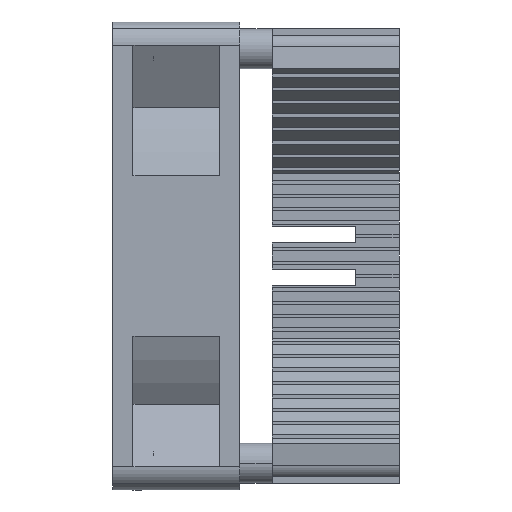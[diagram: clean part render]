
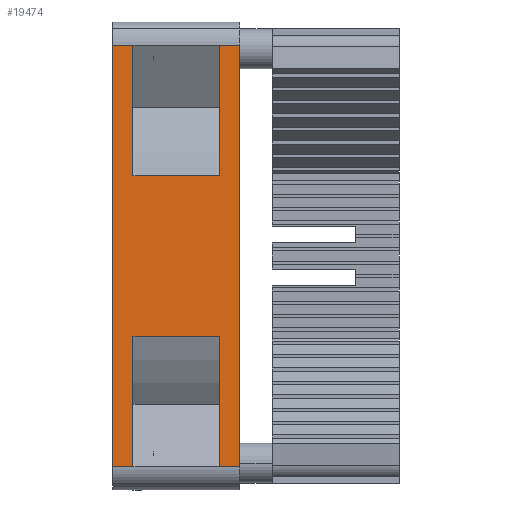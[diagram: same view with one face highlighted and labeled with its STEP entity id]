
A CAD part, left-side view. The second image highlights one B-rep face of the part: STEP entity #19474.
In plain terms, the highlighted planar face has unit normal (-1, 0, 0).
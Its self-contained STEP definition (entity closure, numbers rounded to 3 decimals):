
#17086 = VERTEX_POINT('',#17087);
#17087 = CARTESIAN_POINT('',(-5.733,0.,-13.967));
#17094 = EDGE_CURVE('',#17086,#17095,#17097,.T.);
#17095 = VERTEX_POINT('',#17096);
#17096 = CARTESIAN_POINT('',(-5.733,-3.,-13.967));
#17097 = LINE('',#17098,#17099);
#17098 = CARTESIAN_POINT('',(-5.733,0.,-13.967));
#17099 = VECTOR('',#17100,1.);
#17100 = DIRECTION('',(-0.,-1.,0.));
#17103 = VERTEX_POINT('',#17104);
#17104 = CARTESIAN_POINT('',(-5.733,-16.,-13.967));
#17110 = EDGE_CURVE('',#17111,#17103,#17113,.T.);
#17111 = VERTEX_POINT('',#17112);
#17112 = CARTESIAN_POINT('',(-5.733,-19.,-13.967));
#17113 = LINE('',#17114,#17115);
#17114 = CARTESIAN_POINT('',(-5.733,-19.,-13.967));
#17115 = VECTOR('',#17116,1.);
#17116 = DIRECTION('',(0.,1.,0.));
#18061 = VERTEX_POINT('',#18062);
#18062 = CARTESIAN_POINT('',(-5.733,-3.,-76.967));
#18071 = VERTEX_POINT('',#18072);
#18072 = CARTESIAN_POINT('',(-5.733,-16.,-76.967));
#18736 = VERTEX_POINT('',#18737);
#18737 = CARTESIAN_POINT('',(-5.733,-16.,-33.467));
#18744 = EDGE_CURVE('',#18736,#17103,#18745,.T.);
#18745 = LINE('',#18746,#18747);
#18746 = CARTESIAN_POINT('',(-5.733,-16.,-19.217));
#18747 = VECTOR('',#18748,1.);
#18748 = DIRECTION('',(0.,0.,1.));
#18759 = EDGE_CURVE('',#18071,#18760,#18762,.T.);
#18760 = VERTEX_POINT('',#18761);
#18761 = CARTESIAN_POINT('',(-5.733,-16.,-57.467));
#18762 = LINE('',#18763,#18764);
#18763 = CARTESIAN_POINT('',(-5.733,-16.,-71.717));
#18764 = VECTOR('',#18765,1.);
#18765 = DIRECTION('',(0.,0.,1.));
#18784 = EDGE_CURVE('',#18760,#18785,#18787,.T.);
#18785 = VERTEX_POINT('',#18786);
#18786 = CARTESIAN_POINT('',(-5.733,-3.,-57.467));
#18787 = LINE('',#18788,#18789);
#18788 = CARTESIAN_POINT('',(-5.733,-3.,-57.467));
#18789 = VECTOR('',#18790,1.);
#18790 = DIRECTION('',(0.,1.,0.));
#18809 = EDGE_CURVE('',#18061,#18785,#18810,.T.);
#18810 = LINE('',#18811,#18812);
#18811 = CARTESIAN_POINT('',(-5.733,-3.,-71.717));
#18812 = VECTOR('',#18813,1.);
#18813 = DIRECTION('',(0.,0.,1.));
#18824 = EDGE_CURVE('',#18825,#17095,#18827,.T.);
#18825 = VERTEX_POINT('',#18826);
#18826 = CARTESIAN_POINT('',(-5.733,-3.,-33.467));
#18827 = LINE('',#18828,#18829);
#18828 = CARTESIAN_POINT('',(-5.733,-3.,-19.217));
#18829 = VECTOR('',#18830,1.);
#18830 = DIRECTION('',(0.,0.,1.));
#18849 = EDGE_CURVE('',#18736,#18825,#18850,.T.);
#18850 = LINE('',#18851,#18852);
#18851 = CARTESIAN_POINT('',(-5.733,-16.,-33.467));
#18852 = VECTOR('',#18853,1.);
#18853 = DIRECTION('',(0.,1.,0.));
#19230 = VERTEX_POINT('',#19231);
#19231 = CARTESIAN_POINT('',(-5.733,-19.,-76.967));
#19238 = EDGE_CURVE('',#18071,#19230,#19239,.T.);
#19239 = LINE('',#19240,#19241);
#19240 = CARTESIAN_POINT('',(-5.733,-19.,-76.967));
#19241 = VECTOR('',#19242,1.);
#19242 = DIRECTION('',(-0.,-1.,0.));
#19245 = EDGE_CURVE('',#18061,#19246,#19248,.T.);
#19246 = VERTEX_POINT('',#19247);
#19247 = CARTESIAN_POINT('',(-5.733,0.,-76.967));
#19248 = LINE('',#19249,#19250);
#19249 = CARTESIAN_POINT('',(-5.733,0.,-76.967));
#19250 = VECTOR('',#19251,1.);
#19251 = DIRECTION('',(0.,1.,0.));
#19474 = ADVANCED_FACE('',(#19475),#19499,.T.);
#19475 = FACE_BOUND('',#19476,.T.);
#19476 = EDGE_LOOP('',(#19477,#19478,#19479,#19480,#19486,#19487,#19488,
    #19489,#19490,#19491,#19497,#19498));
#19477 = ORIENTED_EDGE('',*,*,#18849,.T.);
#19478 = ORIENTED_EDGE('',*,*,#18824,.T.);
#19479 = ORIENTED_EDGE('',*,*,#17094,.F.);
#19480 = ORIENTED_EDGE('',*,*,#19481,.T.);
#19481 = EDGE_CURVE('',#17086,#19246,#19482,.T.);
#19482 = LINE('',#19483,#19484);
#19483 = CARTESIAN_POINT('',(-5.733,0.,-10.467));
#19484 = VECTOR('',#19485,1.);
#19485 = DIRECTION('',(0.,0.,-1.));
#19486 = ORIENTED_EDGE('',*,*,#19245,.F.);
#19487 = ORIENTED_EDGE('',*,*,#18809,.T.);
#19488 = ORIENTED_EDGE('',*,*,#18784,.F.);
#19489 = ORIENTED_EDGE('',*,*,#18759,.F.);
#19490 = ORIENTED_EDGE('',*,*,#19238,.T.);
#19491 = ORIENTED_EDGE('',*,*,#19492,.F.);
#19492 = EDGE_CURVE('',#17111,#19230,#19493,.T.);
#19493 = LINE('',#19494,#19495);
#19494 = CARTESIAN_POINT('',(-5.733,-19.,-10.467));
#19495 = VECTOR('',#19496,1.);
#19496 = DIRECTION('',(0.,0.,-1.));
#19497 = ORIENTED_EDGE('',*,*,#17110,.T.);
#19498 = ORIENTED_EDGE('',*,*,#18744,.F.);
#19499 = PLANE('',#19500);
#19500 = AXIS2_PLACEMENT_3D('',#19501,#19502,#19503);
#19501 = CARTESIAN_POINT('',(-5.733,0.,-27.967));
#19502 = DIRECTION('',(-1.,0.,0.));
#19503 = DIRECTION('',(0.,0.,-1.));
